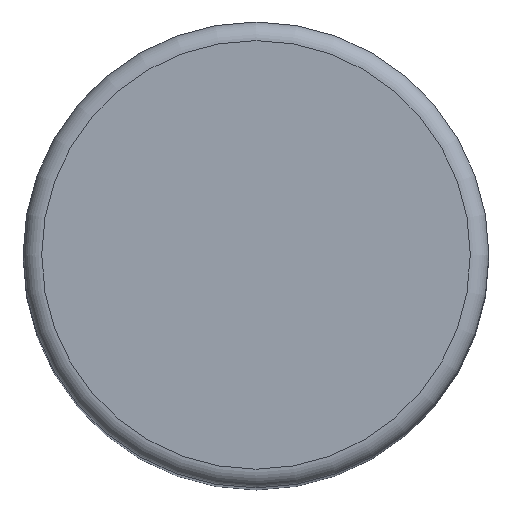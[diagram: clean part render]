
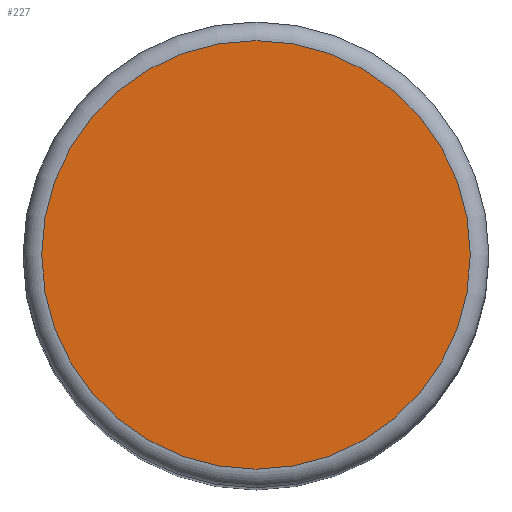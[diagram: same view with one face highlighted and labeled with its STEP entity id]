
A CAD part, top view. The second image highlights one B-rep face of the part: STEP entity #227.
In plain terms, the highlighted planar face has unit normal (0, 0, 1).
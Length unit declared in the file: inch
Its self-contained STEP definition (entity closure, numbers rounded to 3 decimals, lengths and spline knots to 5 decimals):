
#45=PLANE('',#273);
#56=FACE_OUTER_BOUND('',#69,.T.);
#69=EDGE_LOOP('',(#178));
#90=CIRCLE('',#274,0.34475);
#111=VERTEX_POINT('',#450);
#137=EDGE_CURVE('',#111,#111,#90,.T.);
#178=ORIENTED_EDGE('',*,*,#137,.T.);
#227=ADVANCED_FACE('',(#56),#45,.T.);
#273=AXIS2_PLACEMENT_3D('',#449,#329,#330);
#274=AXIS2_PLACEMENT_3D('',#451,#331,#332);
#329=DIRECTION('center_axis',(0.,0.,
1.));
#330=DIRECTION('ref_axis',(1.,0.,0.));
#331=DIRECTION('center_axis',(0.,0.,
1.));
#332=DIRECTION('ref_axis',(1.,0.,0.));
#449=CARTESIAN_POINT('Origin',(0.,0.,
4.));
#450=CARTESIAN_POINT('',(-0.34475,0.,4.));
#451=CARTESIAN_POINT('Origin',(0.,0.,
4.));
